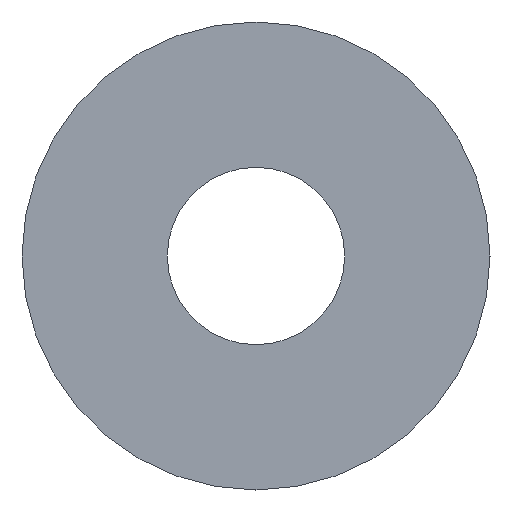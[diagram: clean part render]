
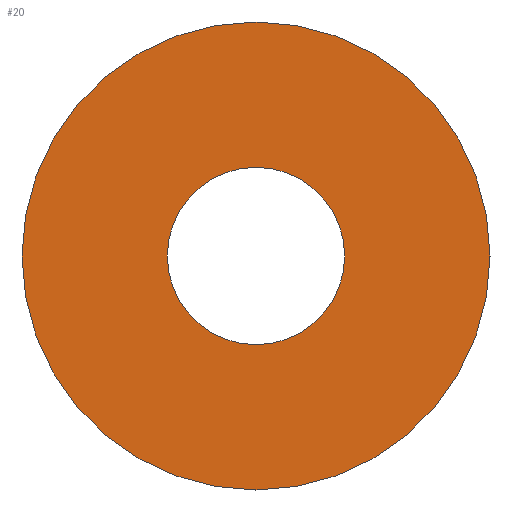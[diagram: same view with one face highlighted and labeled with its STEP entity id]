
A CAD part, left-side view. The second image highlights one B-rep face of the part: STEP entity #20.
In plain terms, the highlighted planar face has unit normal (-1, 0, 0).
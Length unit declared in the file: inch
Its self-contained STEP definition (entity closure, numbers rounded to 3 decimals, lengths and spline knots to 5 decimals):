
#10 = CIRCLE ( 'NONE', #247, 4. ) ;
#11 = CARTESIAN_POINT ( 'NONE',  ( 0., 0., -4. ) ) ;
#20 = ADVANCED_FACE ( 'NONE', ( #69, #248 ), #39, .F. ) ;
#28 = EDGE_CURVE ( 'NONE', #118, #200, #10, .T. ) ;
#29 = CIRCLE ( 'NONE', #184, 1.51563 ) ;
#30 = CARTESIAN_POINT ( 'NONE',  ( 0., 0., 0. ) ) ;
#36 = CARTESIAN_POINT ( 'NONE',  ( 0., 0., 0. ) ) ;
#39 = PLANE ( 'NONE',  #295 ) ;
#69 = FACE_BOUND ( 'NONE', #140, .T. ) ;
#72 = CIRCLE ( 'NONE', #254, 4. ) ;
#79 = EDGE_CURVE ( 'NONE', #232, #278, #29, .T. ) ;
#80 = DIRECTION ( 'NONE',  ( -1., 0., 0. ) ) ;
#91 = DIRECTION ( 'NONE',  ( 1., 0., 0. ) ) ;
#96 = DIRECTION ( 'NONE',  ( 0., 0., -1. ) ) ;
#100 = DIRECTION ( 'NONE',  ( 1., 0., 0. ) ) ;
#109 = CIRCLE ( 'NONE', #216, 1.51563 ) ;
#112 = ORIENTED_EDGE ( 'NONE', *, *, #79, .T. ) ;
#118 = VERTEX_POINT ( 'NONE', #195 ) ;
#133 = DIRECTION ( 'NONE',  ( -1., 0., 0. ) ) ;
#140 = EDGE_LOOP ( 'NONE', ( #112, #301 ) ) ;
#151 = CARTESIAN_POINT ( 'NONE',  ( 0., 0., 0. ) ) ;
#154 = ORIENTED_EDGE ( 'NONE', *, *, #284, .T. ) ;
#156 = EDGE_LOOP ( 'NONE', ( #303, #154 ) ) ;
#184 = AXIS2_PLACEMENT_3D ( 'NONE', #36, #222, #96 ) ;
#195 = CARTESIAN_POINT ( 'NONE',  ( 0., 0., 4. ) ) ;
#196 = DIRECTION ( 'NONE',  ( 0., 0., 1. ) ) ;
#198 = CARTESIAN_POINT ( 'NONE',  ( 0., 4., 0. ) ) ;
#200 = VERTEX_POINT ( 'NONE', #11 ) ;
#216 = AXIS2_PLACEMENT_3D ( 'NONE', #151, #100, #287 ) ;
#222 = DIRECTION ( 'NONE',  ( 1., 0., 0. ) ) ;
#232 = VERTEX_POINT ( 'NONE', #241 ) ;
#237 = CARTESIAN_POINT ( 'NONE',  ( 0., 0., 1.51563 ) ) ;
#241 = CARTESIAN_POINT ( 'NONE',  ( 0., 0., -1.51563 ) ) ;
#242 = DIRECTION ( 'NONE',  ( 0., 0., -1. ) ) ;
#245 = CARTESIAN_POINT ( 'NONE',  ( 0., 0., 0. ) ) ;
#247 = AXIS2_PLACEMENT_3D ( 'NONE', #245, #133, #196 ) ;
#248 = FACE_OUTER_BOUND ( 'NONE', #156, .T. ) ;
#254 = AXIS2_PLACEMENT_3D ( 'NONE', #30, #80, #263 ) ;
#263 = DIRECTION ( 'NONE',  ( 0., 0., 1. ) ) ;
#265 = EDGE_CURVE ( 'NONE', #278, #232, #109, .T. ) ;
#278 = VERTEX_POINT ( 'NONE', #237 ) ;
#284 = EDGE_CURVE ( 'NONE', #200, #118, #72, .T. ) ;
#287 = DIRECTION ( 'NONE',  ( 0., 0., -1. ) ) ;
#295 = AXIS2_PLACEMENT_3D ( 'NONE', #198, #91, #242 ) ;
#301 = ORIENTED_EDGE ( 'NONE', *, *, #265, .T. ) ;
#303 = ORIENTED_EDGE ( 'NONE', *, *, #28, .T. ) ;
